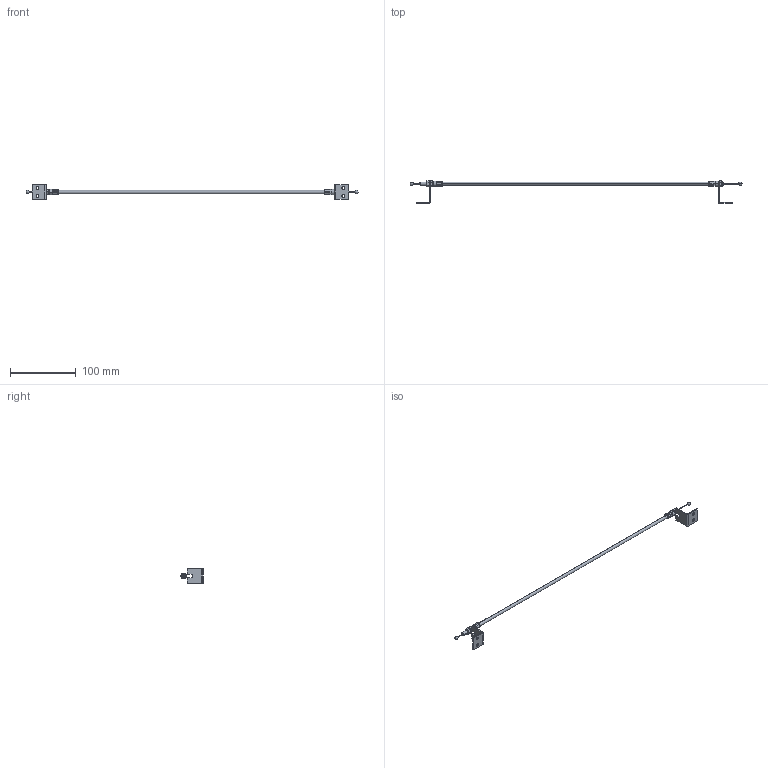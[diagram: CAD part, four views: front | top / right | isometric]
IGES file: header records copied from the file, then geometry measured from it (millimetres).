
Start section: SolidWorks IGES file using analytic representation for surfaces
Global section: file name: AC-1025-YB-500.IGS,15; native system: HSolidWorks 2007; preprocessor: SolidWorks 2007; author: 3sw; date: 081020.102940; units: millimetre
Bounding box: 505 x 34.62 x 22 mm (x, y, z)
Surface area: 19853.3 mm2 (no closed solid volume)
Topology: 0 solids, 0 shells, 230 faces, 2612 edges, 2608 vertices
Faces by surface type: bspline 120, revolution 110
